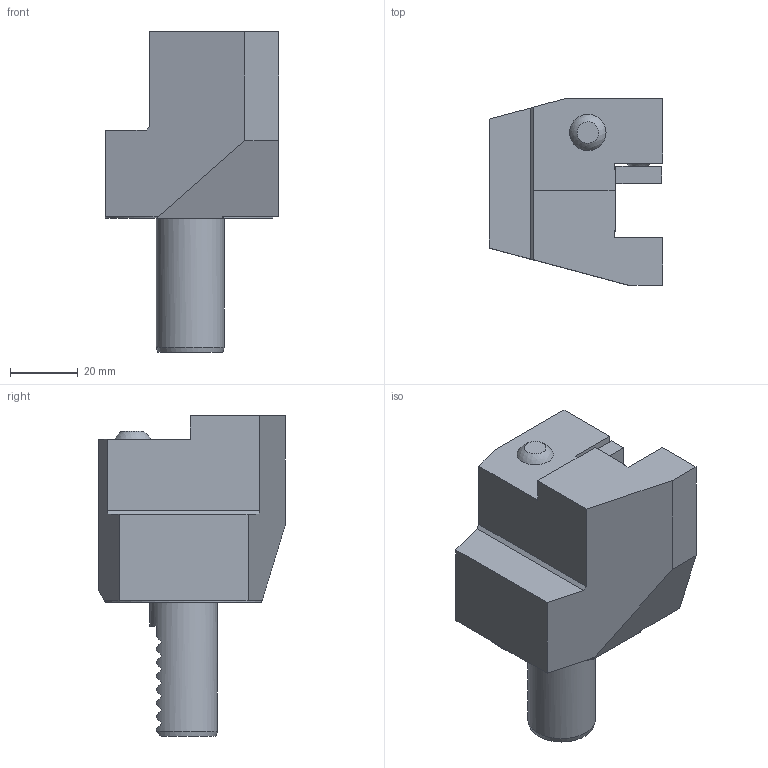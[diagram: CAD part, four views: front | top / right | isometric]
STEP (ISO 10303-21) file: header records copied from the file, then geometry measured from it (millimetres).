
FILE_DESCRIPTION(/* description */ (''),/* implementation_level */ '2;1');
FILE_NAME(/* name */ 'W1100026_A__specification_W1100026_Aussen_.stp',/* time_stamp */ '2011-04-11T11:22:53+02:00',/* author */ (''),/* organization */ (''),/* preprocessor_version */ 'ST-DEVELOPER v11',/* originating_system */ 'UGS - NX 5.0',/* authorisation */ '');
FILE_SCHEMA (('AUTOMOTIVE_DESIGN { 1 0 10303 214 0 1 1 1 }'));
Length unit declared in the file: millimetre
Products named in the file (1): hees2AFDhbf2
Bounding box: 51 x 55 x 94.5 mm (x, y, z)
Volume: 112393.3 mm3; surface area: 19729.4 mm2
Topology: 1 solids, 1 shells, 67 faces, 183 edges, 123 vertices
Faces by surface type: plane 59, cylinder 4, cone 3, sphere 1
Full cylindrical faces by diameter (mm): 20 x1
Entity records: 2120 total; most frequent: CARTESIAN_POINT 371, DIRECTION 362, ORIENTED_EDGE 354, EDGE_CURVE 177, LINE 124, VECTOR 124, VERTEX_POINT 120, AXIS2_PLACEMENT_3D 119
